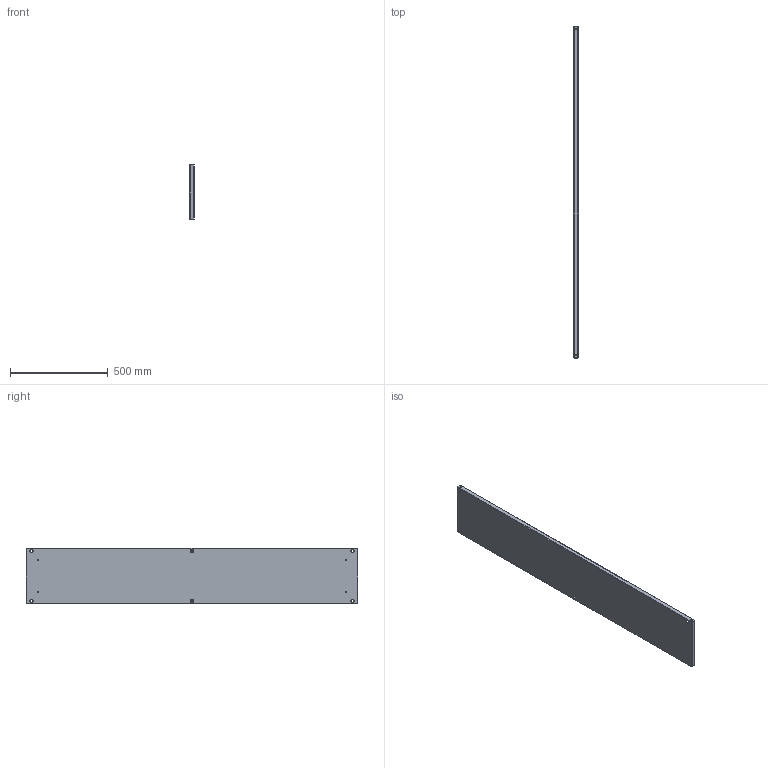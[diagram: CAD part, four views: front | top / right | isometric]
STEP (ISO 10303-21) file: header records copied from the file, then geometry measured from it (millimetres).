
FILE_DESCRIPTION (( 'STEP AP203' ), '1' );
FILE_NAME ('MA1.700.060020.01.01 Ìîíòàæíàÿ ïàíåëü Â2000 Ø600 ãëóõàÿ EKF AleSta.STEP', '2025-01-09T10:18:06', ( '' ), ( '' ), 'SwSTEP 2.0', 'SolidWorks 2021', '' );
FILE_SCHEMA (( 'CONFIG_CONTROL_DESIGN' ));
Length unit declared in the file: millimetre
Products named in the file (1): MA1.700.060020.01.01 Ìîíòàæíàÿ ïàíåëü Â2000 Ø600 ãëóõàÿ EKF AleSta
Bounding box: 25 x 1696 x 282 mm (x, y, z)
Volume: 1273437.9 mm3; surface area: 1283351 mm2
Topology: 1 solids, 1 shells, 112 faces, 274 edges, 164 vertices
Faces by surface type: plane 70, cylinder 42
Full cylindrical faces by diameter (mm): 4.2 x4, 7 x4, 16 x6
Entity records: 3249 total; most frequent: DIRECTION 562, CARTESIAN_POINT 521, ORIENTED_EDGE 504, EDGE_CURVE 252, AXIS2_PLACEMENT_3D 197, VECTOR 168, LINE 168, EDGE_LOOP 166
